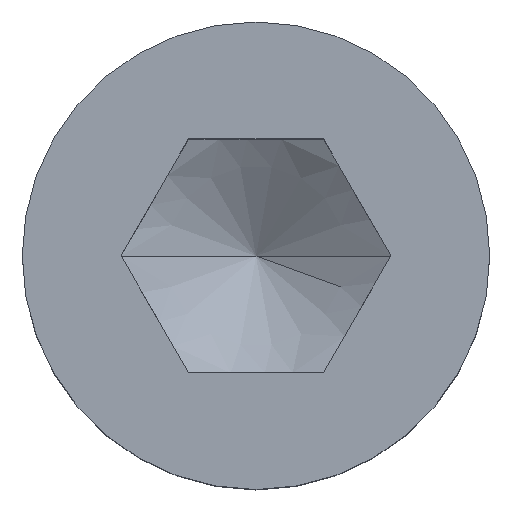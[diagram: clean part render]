
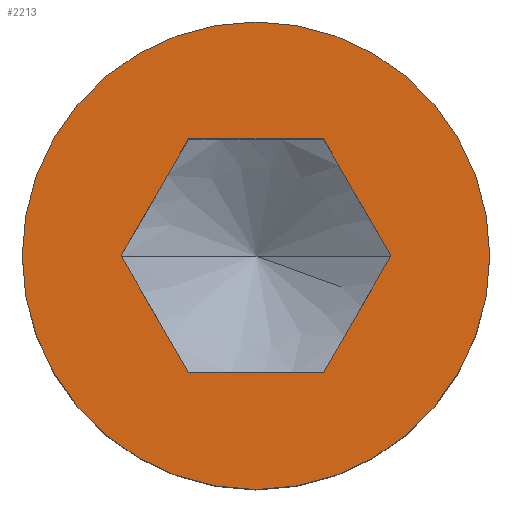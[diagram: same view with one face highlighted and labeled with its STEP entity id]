
A CAD part, top view. The second image highlights one B-rep face of the part: STEP entity #2213.
In plain terms, the highlighted planar face has unit normal (0, 0, 1).
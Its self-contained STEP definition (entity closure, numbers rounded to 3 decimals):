
#1271=EDGE_CURVE('',#1375,#1791,#3597,.T.);
#1375=VERTEX_POINT('',#3716);
#1397=VERTEX_POINT('',#3741);
#1427=EDGE_CURVE('',#1397,#2033,#3776,.T.);
#1791=VERTEX_POINT('',#4179);
#1821=EDGE_CURVE('',#1833,#1937,#4214,.T.);
#1825=EDGE_CURVE('',#2535,#1375,#4218,.T.);
#1833=VERTEX_POINT('',#4226);
#1937=VERTEX_POINT('',#4342);
#2033=VERTEX_POINT('',#4450);
#2213=ADVANCED_FACE('',(#4646,#4647),#4648,.T.);
#2289=EDGE_CURVE('',#1791,#3313,#4735,.T.);
#2535=VERTEX_POINT('',#5007);
#2755=EDGE_CURVE('',#2033,#1397,#5249,.T.);
#2993=EDGE_CURVE('',#1937,#2535,#5516,.T.);
#3313=VERTEX_POINT('',#5884);
#3379=EDGE_CURVE('',#3313,#1833,#5960,.T.);
#3597=LINE('',#6231,#6232);
#3716=CARTESIAN_POINT('',(-8.083,0.0,16.0));
#3741=CARTESIAN_POINT('',(14.0,0.,16.0));
#3776=CIRCLE('',#6473,14.0);
#4179=CARTESIAN_POINT('',(-4.041,7.0,16.0));
#4214=LINE('',#7100,#7101);
#4218=LINE('',#7108,#7109);
#4226=CARTESIAN_POINT('',(8.083,0.0,16.0));
#4342=CARTESIAN_POINT('',(4.041,-7.0,16.0));
#4450=CARTESIAN_POINT('',(-14.0,0.0,16.0));
#4646=FACE_OUTER_BOUND('',#7738,.T.);
#4647=FACE_BOUND('',#7739,.T.);
#4648=PLANE('',#7740);
#4735=LINE('',#7864,#7865);
#5007=CARTESIAN_POINT('',(-4.041,-7.0,16.0));
#5249=CIRCLE('',#8612,14.0);
#5516=LINE('',#9002,#9003);
#5884=CARTESIAN_POINT('',(4.041,7.0,16.0));
#5960=LINE('',#9594,#9595);
#6231=CARTESIAN_POINT('',(-5.052,5.25,16.0));
#6232=VECTOR('',#9850,1.0);
#6473=AXIS2_PLACEMENT_3D('',#10069,#10070,#10071);
#7100=CARTESIAN_POINT('',(5.052,-5.25,16.0));
#7101=VECTOR('',#10559,1.0);
#7108=CARTESIAN_POINT('',(-7.073,-1.75,16.0));
#7109=VECTOR('',#10561,1.0);
#7738=EDGE_LOOP('',(#11021,#11022));
#7739=EDGE_LOOP('',(#11023,#11024,#11025,#11026,#11027,#11028));
#7740=AXIS2_PLACEMENT_3D('',#11029,#11030,#11031);
#7864=CARTESIAN_POINT('',(2.021,7.0,16.0));
#7865=VECTOR('',#11151,1.0);
#8612=AXIS2_PLACEMENT_3D('',#11719,#11720,#11721);
#9002=CARTESIAN_POINT('',(-2.021,-7.0,16.0));
#9003=VECTOR('',#12052,1.0);
#9594=CARTESIAN_POINT('',(7.073,1.75,16.0));
#9595=VECTOR('',#12609,1.0);
#9850=DIRECTION('',(0.5,0.866,0.0));
#10069=CARTESIAN_POINT('',(0.0,0.0,16.0));
#10070=DIRECTION('',(0.0,0.0,1.0));
#10071=DIRECTION('',(1.0,0.0,0.0));
#10559=DIRECTION('',(-0.5,-0.866,0.0));
#10561=DIRECTION('',(-0.5,0.866,0.0));
#11021=ORIENTED_EDGE('',*,*,#2755,.T.);
#11022=ORIENTED_EDGE('',*,*,#1427,.T.);
#11023=ORIENTED_EDGE('',*,*,#1825,.T.);
#11024=ORIENTED_EDGE('',*,*,#1271,.T.);
#11025=ORIENTED_EDGE('',*,*,#2289,.T.);
#11026=ORIENTED_EDGE('',*,*,#3379,.T.);
#11027=ORIENTED_EDGE('',*,*,#1821,.T.);
#11028=ORIENTED_EDGE('',*,*,#2993,.T.);
#11029=CARTESIAN_POINT('',(-10.043,0.,16.0));
#11030=DIRECTION('',(0.0,0.0,1.0));
#11031=DIRECTION('',(-1.0,0.,0.0));
#11151=DIRECTION('',(1.0,0.0,0.0));
#11719=CARTESIAN_POINT('',(0.0,0.0,16.0));
#11720=DIRECTION('',(0.0,0.0,1.0));
#11721=DIRECTION('',(1.0,0.0,0.0));
#12052=DIRECTION('',(-1.0,0.0,0.0));
#12609=DIRECTION('',(0.5,-0.866,0.0));
